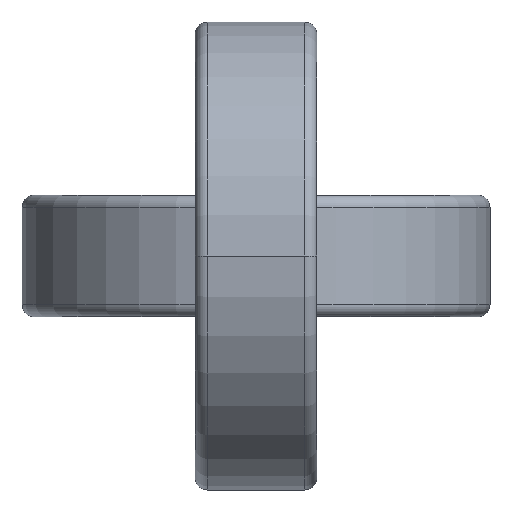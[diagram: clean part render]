
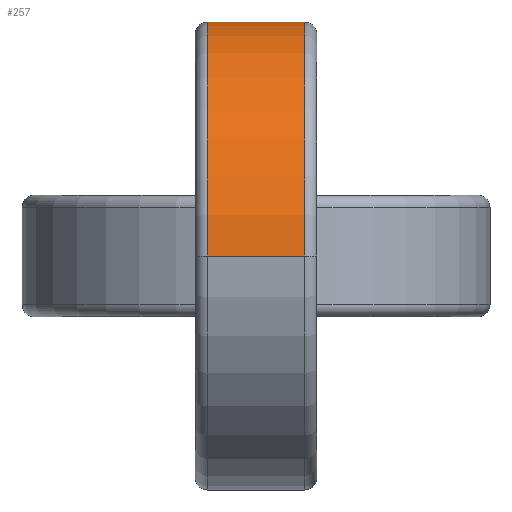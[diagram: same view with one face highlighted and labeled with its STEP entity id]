
A CAD part, left-side view. The second image highlights one B-rep face of the part: STEP entity #257.
In plain terms, the highlighted cylindrical face has radius 25 mm (diameter 50 mm), a partial arc.
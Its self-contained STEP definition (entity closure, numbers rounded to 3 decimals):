
#257=ADVANCED_FACE('',(#566),#567,.T.);
#566=FACE_OUTER_BOUND('',#941,.T.);
#567=CYLINDRICAL_SURFACE('',#942,25.0);
#941=EDGE_LOOP('',(#1540,#1541,#1542,#1543));
#942=AXIS2_PLACEMENT_3D('',#1544,#1545,#1546);
#1540=ORIENTED_EDGE('',*,*,#2296,.F.);
#1541=ORIENTED_EDGE('',*,*,#2277,.F.);
#1542=ORIENTED_EDGE('',*,*,#2297,.F.);
#1543=ORIENTED_EDGE('',*,*,#2292,.T.);
#1544=CARTESIAN_POINT('',(-49.5,0.,0.));
#1545=DIRECTION('',(0.,1.0,0.));
#1546=DIRECTION('',(1.0,0.,0.0));
#2277=EDGE_CURVE('',#2714,#2710,#2716,.T.);
#2292=EDGE_CURVE('',#2739,#2736,#2740,.T.);
#2296=EDGE_CURVE('',#2710,#2736,#2745,.T.);
#2297=EDGE_CURVE('',#2739,#2714,#2746,.T.);
#2710=VERTEX_POINT('',#3255);
#2714=VERTEX_POINT('',#3259);
#2716=CIRCLE('',#3261,25.0);
#2736=VERTEX_POINT('',#3281);
#2739=VERTEX_POINT('',#3284);
#2740=CIRCLE('',#3285,25.0);
#2745=LINE('',#3290,#3291);
#2746=LINE('',#3292,#3293);
#3255=CARTESIAN_POINT('',(-74.5,-5.2,0.));
#3259=CARTESIAN_POINT('',(-49.5,-5.2,25.0));
#3261=AXIS2_PLACEMENT_3D('',#3860,#3861,#3862);
#3281=CARTESIAN_POINT('',(-74.5,5.2,0.));
#3284=CARTESIAN_POINT('',(-49.5,5.2,25.0));
#3285=AXIS2_PLACEMENT_3D('',#3893,#3894,#3895);
#3290=CARTESIAN_POINT('',(-74.5,0.,0.));
#3291=VECTOR('',#3902,1.0);
#3292=CARTESIAN_POINT('',(-49.5,5.2,25.0));
#3293=VECTOR('',#3903,1.0);
#3860=CARTESIAN_POINT('',(-49.5,-5.2,0.));
#3861=DIRECTION('',(0.,-1.0,0.));
#3862=DIRECTION('',(1.0,0.,0.0));
#3893=CARTESIAN_POINT('',(-49.5,5.2,0.));
#3894=DIRECTION('',(0.,-1.0,0.));
#3895=DIRECTION('',(1.0,0.,0.0));
#3902=DIRECTION('',(0.,1.0,0.));
#3903=DIRECTION('',(0.,-1.0,0.));
